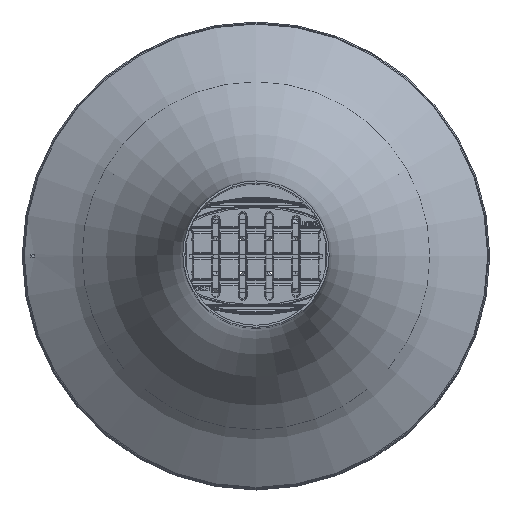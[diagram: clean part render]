
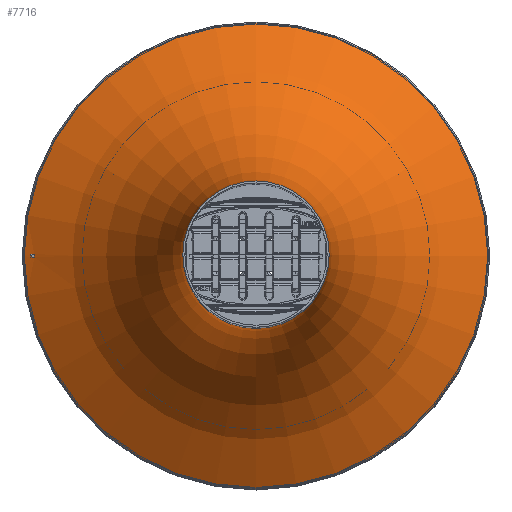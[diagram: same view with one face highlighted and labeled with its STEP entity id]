
A CAD part, top view. The second image highlights one B-rep face of the part: STEP entity #7716.
In plain terms, the highlighted toroidal (fillet/blend) face has major radius 526.5 mm and minor radius 417 mm.
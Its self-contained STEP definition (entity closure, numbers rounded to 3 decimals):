
#7716=ADVANCED_FACE('',(#19692,#19693,#19694),#19695,.F.);
#19692=FACE_OUTER_BOUND('',#37304,.T.);
#19693=FACE_OUTER_BOUND('',#37305,.T.);
#19694=FACE_BOUND('',#37306,.T.);
#19695=TOROIDAL_SURFACE('',#37307,526.5,417.0);
#37304=EDGE_LOOP('',(#159367));
#37305=EDGE_LOOP('',(#159368));
#37306=EDGE_LOOP('',(#159369,#159370,#159371,#159372));
#37307=AXIS2_PLACEMENT_3D('',#159373,#159374,#159375);
#159367=ORIENTED_EDGE('',*,*,#204609,.F.);
#159368=ORIENTED_EDGE('',*,*,#204611,.T.);
#159369=ORIENTED_EDGE('',*,*,#204632,.T.);
#159370=ORIENTED_EDGE('',*,*,#204626,.T.);
#159371=ORIENTED_EDGE('',*,*,#204617,.T.);
#159372=ORIENTED_EDGE('',*,*,#204633,.T.);
#159373=CARTESIAN_POINT('',(0.0,0.0,864.651));
#159374=DIRECTION('',(0.0,0.0,-1.0));
#159375=DIRECTION('',(-1.0,0.0,0.0));
#204609=EDGE_CURVE('',#223847,#223847,#223848,.T.);
#204611=EDGE_CURVE('',#223850,#223850,#223851,.T.);
#204617=EDGE_CURVE('',#223856,#223860,#223862,.T.);
#204626=EDGE_CURVE('',#223873,#223856,#223876,.T.);
#204632=EDGE_CURVE('',#223884,#223873,#223885,.T.);
#204633=EDGE_CURVE('',#223860,#223884,#223886,.T.);
#223847=VERTEX_POINT('',#251628);
#223848=CIRCLE('',#251629,348.282);
#223850=VERTEX_POINT('',#251631);
#223851=CIRCLE('',#251632,109.5);
#223856=VERTEX_POINT('',#251637);
#223860=VERTEX_POINT('',#251651);
#223862=B_SPLINE_CURVE_WITH_KNOTS('',3,(#251654,#251655,#251656,#251657,#251658,#251659,#251660,#251661,#251662,#251663),.UNSPECIFIED.,.F.,.F.,(4,1,1,2,2,4),(4.37,4.371,4.372,4.372,4.373,4.375),.UNSPECIFIED.);
#223873=VERTEX_POINT('',#251674);
#223876=B_SPLINE_CURVE_WITH_KNOTS('',3,(#251681,#251682,#251683,#251684),.UNSPECIFIED.,.F.,.F.,(4,4),(0.,0.006),.UNSPECIFIED.);
#223884=VERTEX_POINT('',#251698);
#223885=B_SPLINE_CURVE_WITH_KNOTS('',3,(#251699,#251700,#251701,#251702),.UNSPECIFIED.,.F.,.F.,(4,4),(0.,0.005),.UNSPECIFIED.);
#223886=B_SPLINE_CURVE_WITH_KNOTS('',3,(#251703,#251704,#251705,#251706),.UNSPECIFIED.,.F.,.F.,(4,4),(0.,0.006),.UNSPECIFIED.);
#251628=CARTESIAN_POINT('',(-348.282,0.0,487.653));
#251629=AXIS2_PLACEMENT_3D('',#318879,#318880,#318881);
#251631=CARTESIAN_POINT('',(-109.5,0.0,864.651));
#251632=AXIS2_PLACEMENT_3D('',#318882,#318883,#318884);
#251637=CARTESIAN_POINT('',(-332.0,2.5,495.785));
#251651=CARTESIAN_POINT('',(-332.0,-2.5,495.785));
#251654=CARTESIAN_POINT('',(-332.0,2.5,495.785));
#251655=CARTESIAN_POINT('',(-332.0,2.072,495.787));
#251656=CARTESIAN_POINT('',(-332.0,1.43,495.788));
#251657=CARTESIAN_POINT('',(-332.0,0.682,495.79));
#251658=CARTESIAN_POINT('',(-332.0,0.361,495.79));
#251659=CARTESIAN_POINT('',(-332.0,0.147,495.79));
#251660=CARTESIAN_POINT('',(-332.0,0.038,495.79));
#251661=CARTESIAN_POINT('',(-332.0,-0.876,495.79));
#251662=CARTESIAN_POINT('',(-332.0,-1.688,495.788));
#251663=CARTESIAN_POINT('',(-332.0,-2.5,495.785));
#251674=CARTESIAN_POINT('',(-337.0,2.5,493.192));
#251681=CARTESIAN_POINT('',(-337.,2.5,493.192));
#251682=CARTESIAN_POINT('',(-335.327,2.5,494.045));
#251683=CARTESIAN_POINT('',(-333.661,2.5,494.909));
#251684=CARTESIAN_POINT('',(-332.0,2.5,495.785));
#251698=CARTESIAN_POINT('',(-337.0,-2.5,493.192));
#251699=CARTESIAN_POINT('',(-337.0,-2.5,493.192));
#251700=CARTESIAN_POINT('',(-337.0,-0.833,493.198));
#251701=CARTESIAN_POINT('',(-337.0,0.833,493.198));
#251702=CARTESIAN_POINT('',(-337.0,2.5,493.192));
#251703=CARTESIAN_POINT('',(-332.0,-2.5,495.785));
#251704=CARTESIAN_POINT('',(-333.661,-2.5,494.909));
#251705=CARTESIAN_POINT('',(-335.327,-2.5,494.045));
#251706=CARTESIAN_POINT('',(-337.,-2.5,493.192));
#318879=CARTESIAN_POINT('',(0.0,0.0,487.653));
#318880=DIRECTION('',(0.0,0.0,-1.0));
#318881=DIRECTION('',(-1.0,0.0,0.0));
#318882=CARTESIAN_POINT('',(0.0,0.0,864.651));
#318883=DIRECTION('',(0.0,0.0,-1.0));
#318884=DIRECTION('',(-1.0,0.0,0.0));
